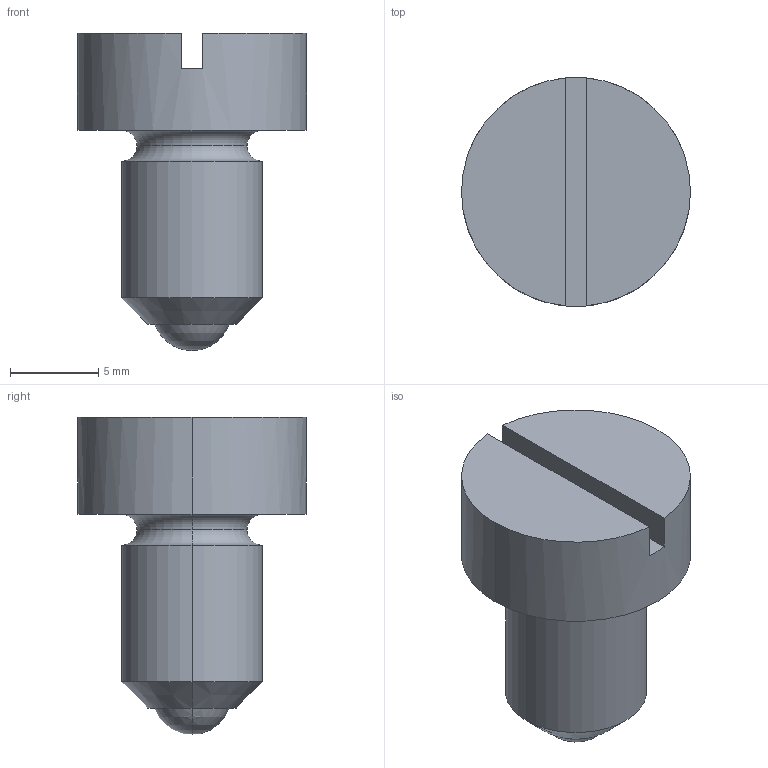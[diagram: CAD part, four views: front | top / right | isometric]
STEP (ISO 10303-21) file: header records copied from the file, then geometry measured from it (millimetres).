
FILE_DESCRIPTION(('STEP AP214'),'1');
FILE_NAME('HALDERN_EH_22050_0943.stp','2020-04-22T11:25:09',('TraceParts'),('TraceParts S.A.'),'Spatial InterOp 3D',' ',' ');
FILE_SCHEMA(('AUTOMOTIVE_DESIGN { 1 0 10303 214 1 1 1 1 }'));
Length unit declared in the file: millimetre
Products named in the file (1): HALDERN_EH_22050_0943_1
Bounding box: 13 x 13 x 18 mm (x, y, z)
Volume: 1072.4 mm3; surface area: 1023.1 mm2
Topology: 2 solids, 2 shells, 22 faces, 48 edges, 28 vertices
Faces by surface type: plane 8, cylinder 6, torus 4, cone 2, sphere 2
Entity records: 1156 total; most frequent: DIRECTION 120, STYLED_ITEM 96, PRESENTATION_STYLE_ASSIGNMENT 96, CARTESIAN_POINT 96, COLOUR_RGB 96, ORIENTED_EDGE 88, AXIS2_PLACEMENT_3D 52, EDGE_CURVE 44
